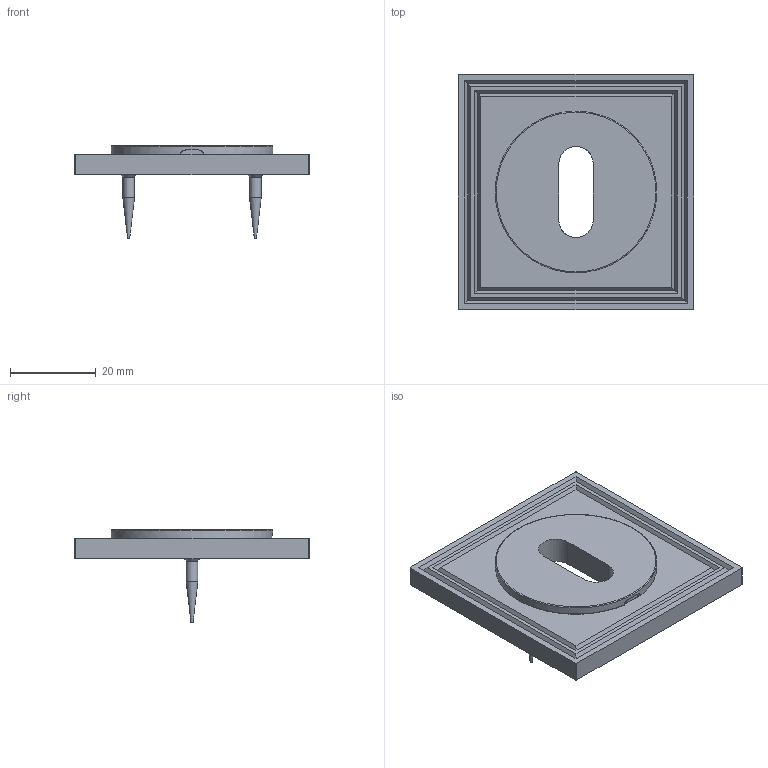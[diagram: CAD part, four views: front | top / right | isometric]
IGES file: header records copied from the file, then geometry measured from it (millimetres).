
Global section: file name: P8037; native system: Autodesk Inventor 2018; preprocessor: unknown; author: adaniels; date: 20190708.084855; units: millimetre
Bounding box: 55 x 55 x 21.52 mm (x, y, z)
Volume: 14770.6 mm3; surface area: 11074.1 mm2
Topology: 5 solids, 5 shells, 88 faces, 222 edges, 148 vertices
Faces by surface type: bspline 88
